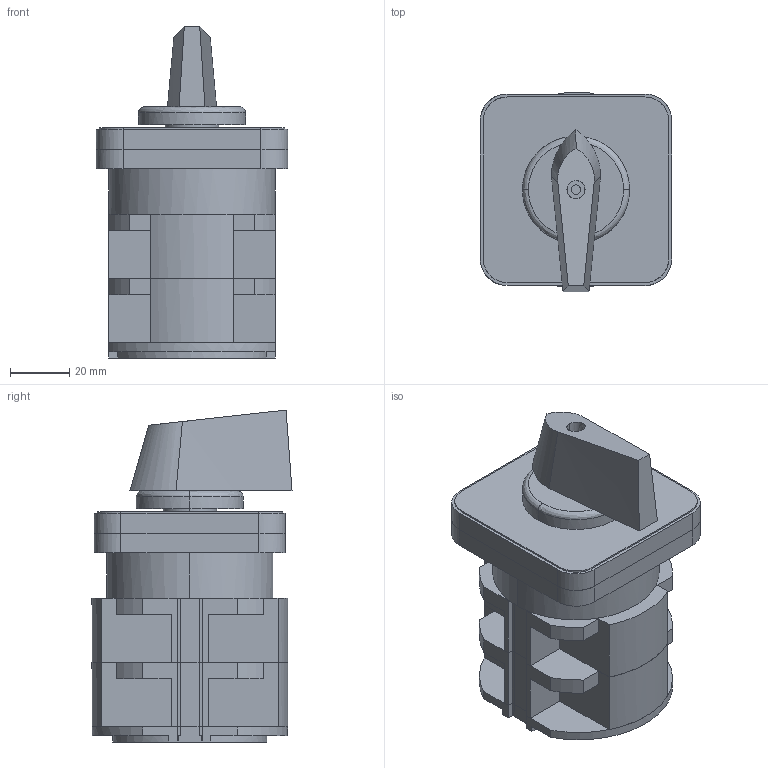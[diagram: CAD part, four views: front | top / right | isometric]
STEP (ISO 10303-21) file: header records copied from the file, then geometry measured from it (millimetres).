
FILE_DESCRIPTION (( 'STEP AP214' ), '1' );
FILE_NAME ('Ñáîðêà 2 êîíòàêòíûõ ðÿäà.STEP', '2023-02-20T03:31:17', ( '' ), ( '' ), 'SwSTEP 2.0', 'SolidWorks 2022', '' );
FILE_SCHEMA (( 'AUTOMOTIVE_DESIGN' ));
Length unit declared in the file: millimetre
Products named in the file (9): Сборка 2 контактных ряда.IGS; контактный низ.IGS; Бобышка для экрана.IGS; Сборка 2 контактных ряда; Проставка экрана.IGS; контактный вверх.IGS; Ось.IGS; Рычаг.IGS; Экран.IGS
Assembly tree (9 placements, depth 3):
  Сборка 2 контактных ряда
    Сборка 2 контактных ряда.IGS
      Бобышка для экрана.IGS
      Экран.IGS
      Проставка экрана.IGS
      Ось.IGS
      Рычаг.IGS
      контактный вверх.IGS  x2
      контактный низ.IGS
Bounding box: 64.4 x 67.28 x 111.68 mm (x, y, z)
Volume: 201537.1 mm3; surface area: 78224 mm2
Topology: 14 solids, 14 shells, 366 faces, 964 edges, 640 vertices
Faces by surface type: bspline 366
Entity records: 11378 total; most frequent: CARTESIAN_POINT 6190, ORIENTED_EDGE 1580, EDGE_CURVE 790, B_SPLINE_CURVE_WITH_KNOTS 664, VERTEX_POINT 524, EDGE_LOOP 350, FACE_OUTER_BOUND 302, ADVANCED_FACE 302
